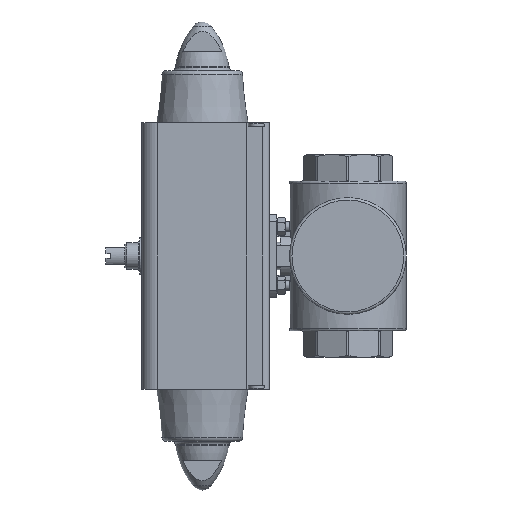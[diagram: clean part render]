
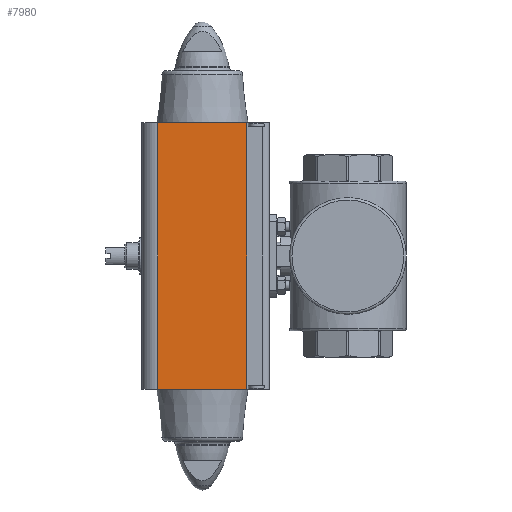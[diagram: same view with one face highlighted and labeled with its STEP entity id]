
A CAD part, left-side view. The second image highlights one B-rep face of the part: STEP entity #7980.
In plain terms, the highlighted planar face has unit normal (-1, 0, 0).
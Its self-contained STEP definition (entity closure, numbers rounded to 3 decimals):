
#256=PLANE('',#8778);
#717=LINE('',#13062,#1329);
#731=LINE('',#13110,#1343);
#732=LINE('',#13196,#1344);
#733=LINE('',#13197,#1345);
#1329=VECTOR('',#10383,1000.);
#1343=VECTOR('',#10427,1000.);
#1344=VECTOR('',#10452,1000.);
#1345=VECTOR('',#10453,1000.);
#3291=ORIENTED_EDGE('',*,*,#4893,.T.);
#3292=ORIENTED_EDGE('',*,*,#4932,.F.);
#3293=ORIENTED_EDGE('',*,*,#4918,.F.);
#3294=ORIENTED_EDGE('',*,*,#4933,.T.);
#4893=EDGE_CURVE('',#5807,#5806,#717,.T.);
#4918=EDGE_CURVE('',#5825,#5826,#731,.T.);
#4932=EDGE_CURVE('',#5826,#5806,#732,.T.);
#4933=EDGE_CURVE('',#5825,#5807,#733,.T.);
#5806=VERTEX_POINT('',#13061);
#5807=VERTEX_POINT('',#13063);
#5825=VERTEX_POINT('',#13109);
#5826=VERTEX_POINT('',#13111);
#6566=EDGE_LOOP('',(#3291,#3292,#3293,#3294));
#7253=FACE_BOUND('',#6566,.T.);
#7980=ADVANCED_FACE('',(#7253),#256,.F.);
#8778=AXIS2_PLACEMENT_3D('',#13195,#10450,#10451);
#10383=DIRECTION('',(0.,-1.,0.));
#10427=DIRECTION('',(0.,-1.,0.));
#10450=DIRECTION('',(1.,0.,0.));
#10451=DIRECTION('',(0.,0.,-1.));
#10452=DIRECTION('',(0.,0.,-1.));
#10453=DIRECTION('',(0.,0.,-1.));
#13061=CARTESIAN_POINT('',(-51.,-37.316,-111.93));
#13062=CARTESIAN_POINT('',(-51.,37.56,-111.93));
#13063=CARTESIAN_POINT('',(-51.,37.56,-111.93));
#13109=CARTESIAN_POINT('',(-51.,37.56,111.93));
#13110=CARTESIAN_POINT('',(-51.,37.56,111.93));
#13111=CARTESIAN_POINT('',(-51.,-37.316,111.93));
#13195=CARTESIAN_POINT('',(-51.,37.56,111.93));
#13196=CARTESIAN_POINT('',(-51.,-37.316,111.93));
#13197=CARTESIAN_POINT('',(-51.,37.56,111.93));
